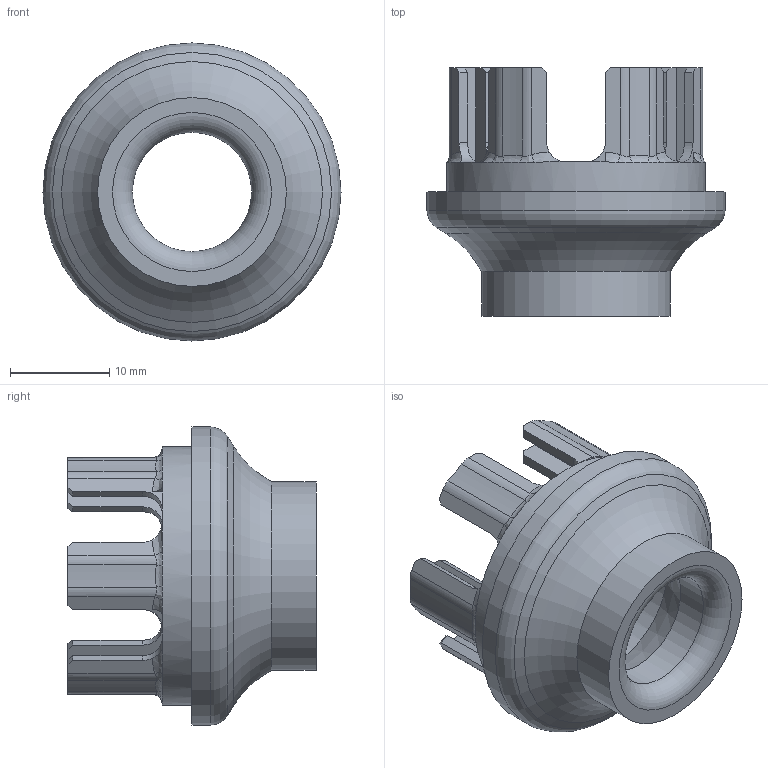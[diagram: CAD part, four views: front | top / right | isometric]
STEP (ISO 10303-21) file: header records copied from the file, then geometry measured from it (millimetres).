
FILE_DESCRIPTION(/* description */ (''),/* implementation_level */ '2;1');
FILE_NAME(/* name */ 'Rundumleuchte.step',/* time_stamp */ '2025-10-30T10:34:39+01:00',/* author */ (''),/* organization */ (''),/* preprocessor_version */ 'ST-DEVELOPER v20.1',/* originating_system */ 'Autodesk Translation Framework v14.17.0.0',/* authorisation */ '');
FILE_SCHEMA (('AUTOMOTIVE_DESIGN { 1 0 10303 214 3 1 1 }'));
Length unit declared in the file: millimetre
Products named in the file (1): Basteldatei
Bounding box: 30 x 25 x 30 mm (x, y, z)
Volume: 5607.5 mm3; surface area: 4170.4 mm2
Topology: 1 solids, 1 shells, 211 faces, 595 edges, 386 vertices
Faces by surface type: plane 117, cylinder 53, bspline 36, torus 3, cone 2
Full cylindrical faces by diameter (mm): 12 x1, 15 x1, 19 x1, 26 x1, 30 x1
Entity records: 8143 total; most frequent: CARTESIAN_POINT 2803, ORIENTED_EDGE 1190, DIRECTION 1013, EDGE_CURVE 595, VERTEX_POINT 386, LINE 339, VECTOR 339, AXIS2_PLACEMENT_3D 337
